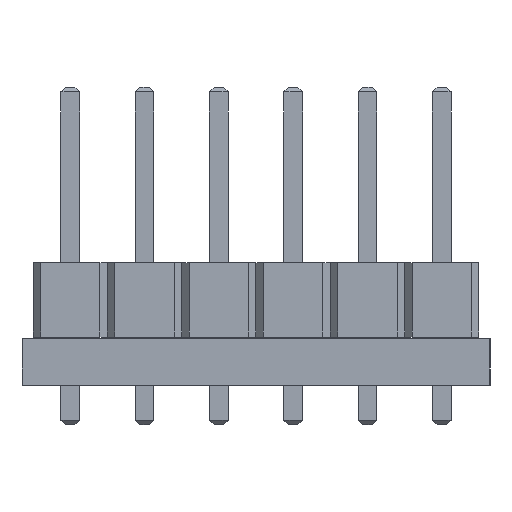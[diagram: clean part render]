
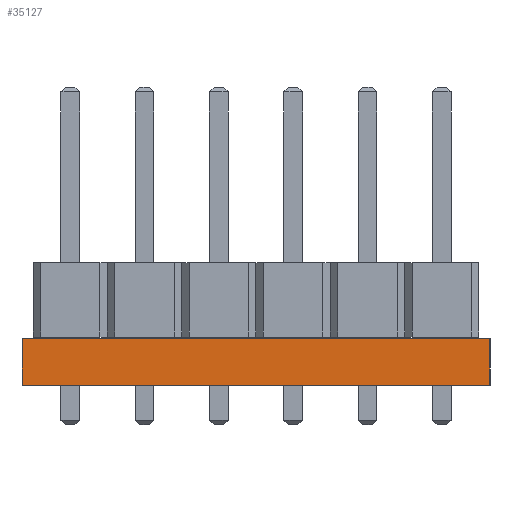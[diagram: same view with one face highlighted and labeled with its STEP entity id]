
A CAD part, left-side view. The second image highlights one B-rep face of the part: STEP entity #35127.
In plain terms, the highlighted planar face has unit normal (-1, 0, 0).
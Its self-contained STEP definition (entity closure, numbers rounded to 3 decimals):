
#35127 = ADVANCED_FACE('',(#35128),#35142,.T.);
#35128 = FACE_BOUND('',#35129,.T.);
#35129 = EDGE_LOOP('',(#35130,#35165,#35193,#35221));
#35130 = ORIENTED_EDGE('',*,*,#35131,.T.);
#35131 = EDGE_CURVE('',#35132,#35134,#35136,.T.);
#35132 = VERTEX_POINT('',#35133);
#35133 = CARTESIAN_POINT('',(-3.,0.2,0.));
#35134 = VERTEX_POINT('',#35135);
#35135 = CARTESIAN_POINT('',(-3.,0.2,1.6));
#35136 = SURFACE_CURVE('',#35137,(#35141,#35153),.PCURVE_S1.);
#35137 = LINE('',#35138,#35139);
#35138 = CARTESIAN_POINT('',(-3.,0.2,0.));
#35139 = VECTOR('',#35140,1.);
#35140 = DIRECTION('',(0.,0.,1.));
#35141 = PCURVE('',#35142,#35147);
#35142 = PLANE('',#35143);
#35143 = AXIS2_PLACEMENT_3D('',#35144,#35145,#35146);
#35144 = CARTESIAN_POINT('',(-3.,0.2,0.));
#35145 = DIRECTION('',(-1.,0.,0.));
#35146 = DIRECTION('',(0.,1.,0.));
#35147 = DEFINITIONAL_REPRESENTATION('',(#35148),#35152);
#35148 = LINE('',#35149,#35150);
#35149 = CARTESIAN_POINT('',(0.,0.));
#35150 = VECTOR('',#35151,1.);
#35151 = DIRECTION('',(0.,-1.));
#35152 = ( GEOMETRIC_REPRESENTATION_CONTEXT(2) 
PARAMETRIC_REPRESENTATION_CONTEXT() REPRESENTATION_CONTEXT('2D SPACE',''
  ) );
#35153 = PCURVE('',#35154,#35159);
#35154 = PLANE('',#35155);
#35155 = AXIS2_PLACEMENT_3D('',#35156,#35157,#35158);
#35156 = CARTESIAN_POINT('',(21.,0.2,0.));
#35157 = DIRECTION('',(0.,-1.,0.));
#35158 = DIRECTION('',(-1.,0.,0.));
#35159 = DEFINITIONAL_REPRESENTATION('',(#35160),#35164);
#35160 = LINE('',#35161,#35162);
#35161 = CARTESIAN_POINT('',(24.,0.));
#35162 = VECTOR('',#35163,1.);
#35163 = DIRECTION('',(0.,-1.));
#35164 = ( GEOMETRIC_REPRESENTATION_CONTEXT(2) 
PARAMETRIC_REPRESENTATION_CONTEXT() REPRESENTATION_CONTEXT('2D SPACE',''
  ) );
#35165 = ORIENTED_EDGE('',*,*,#35166,.T.);
#35166 = EDGE_CURVE('',#35134,#35167,#35169,.T.);
#35167 = VERTEX_POINT('',#35168);
#35168 = CARTESIAN_POINT('',(-3.,16.2,1.6));
#35169 = SURFACE_CURVE('',#35170,(#35174,#35181),.PCURVE_S1.);
#35170 = LINE('',#35171,#35172);
#35171 = CARTESIAN_POINT('',(-3.,0.2,1.6));
#35172 = VECTOR('',#35173,1.);
#35173 = DIRECTION('',(0.,1.,0.));
#35174 = PCURVE('',#35142,#35175);
#35175 = DEFINITIONAL_REPRESENTATION('',(#35176),#35180);
#35176 = LINE('',#35177,#35178);
#35177 = CARTESIAN_POINT('',(0.,-1.6));
#35178 = VECTOR('',#35179,1.);
#35179 = DIRECTION('',(1.,0.));
#35180 = ( GEOMETRIC_REPRESENTATION_CONTEXT(2) 
PARAMETRIC_REPRESENTATION_CONTEXT() REPRESENTATION_CONTEXT('2D SPACE',''
  ) );
#35181 = PCURVE('',#35182,#35187);
#35182 = PLANE('',#35183);
#35183 = AXIS2_PLACEMENT_3D('',#35184,#35185,#35186);
#35184 = CARTESIAN_POINT('',(9.,8.2,1.6));
#35185 = DIRECTION('',(-0.,-0.,-1.));
#35186 = DIRECTION('',(-1.,0.,0.));
#35187 = DEFINITIONAL_REPRESENTATION('',(#35188),#35192);
#35188 = LINE('',#35189,#35190);
#35189 = CARTESIAN_POINT('',(12.,-8.));
#35190 = VECTOR('',#35191,1.);
#35191 = DIRECTION('',(0.,1.));
#35192 = ( GEOMETRIC_REPRESENTATION_CONTEXT(2) 
PARAMETRIC_REPRESENTATION_CONTEXT() REPRESENTATION_CONTEXT('2D SPACE',''
  ) );
#35193 = ORIENTED_EDGE('',*,*,#35194,.F.);
#35194 = EDGE_CURVE('',#35195,#35167,#35197,.T.);
#35195 = VERTEX_POINT('',#35196);
#35196 = CARTESIAN_POINT('',(-3.,16.2,0.));
#35197 = SURFACE_CURVE('',#35198,(#35202,#35209),.PCURVE_S1.);
#35198 = LINE('',#35199,#35200);
#35199 = CARTESIAN_POINT('',(-3.,16.2,0.));
#35200 = VECTOR('',#35201,1.);
#35201 = DIRECTION('',(0.,0.,1.));
#35202 = PCURVE('',#35142,#35203);
#35203 = DEFINITIONAL_REPRESENTATION('',(#35204),#35208);
#35204 = LINE('',#35205,#35206);
#35205 = CARTESIAN_POINT('',(16.,0.));
#35206 = VECTOR('',#35207,1.);
#35207 = DIRECTION('',(0.,-1.));
#35208 = ( GEOMETRIC_REPRESENTATION_CONTEXT(2) 
PARAMETRIC_REPRESENTATION_CONTEXT() REPRESENTATION_CONTEXT('2D SPACE',''
  ) );
#35209 = PCURVE('',#35210,#35215);
#35210 = PLANE('',#35211);
#35211 = AXIS2_PLACEMENT_3D('',#35212,#35213,#35214);
#35212 = CARTESIAN_POINT('',(-3.,16.2,0.));
#35213 = DIRECTION('',(0.,1.,0.));
#35214 = DIRECTION('',(1.,0.,0.));
#35215 = DEFINITIONAL_REPRESENTATION('',(#35216),#35220);
#35216 = LINE('',#35217,#35218);
#35217 = CARTESIAN_POINT('',(0.,0.));
#35218 = VECTOR('',#35219,1.);
#35219 = DIRECTION('',(0.,-1.));
#35220 = ( GEOMETRIC_REPRESENTATION_CONTEXT(2) 
PARAMETRIC_REPRESENTATION_CONTEXT() REPRESENTATION_CONTEXT('2D SPACE',''
  ) );
#35221 = ORIENTED_EDGE('',*,*,#35222,.F.);
#35222 = EDGE_CURVE('',#35132,#35195,#35223,.T.);
#35223 = SURFACE_CURVE('',#35224,(#35228,#35235),.PCURVE_S1.);
#35224 = LINE('',#35225,#35226);
#35225 = CARTESIAN_POINT('',(-3.,0.2,0.));
#35226 = VECTOR('',#35227,1.);
#35227 = DIRECTION('',(0.,1.,0.));
#35228 = PCURVE('',#35142,#35229);
#35229 = DEFINITIONAL_REPRESENTATION('',(#35230),#35234);
#35230 = LINE('',#35231,#35232);
#35231 = CARTESIAN_POINT('',(0.,0.));
#35232 = VECTOR('',#35233,1.);
#35233 = DIRECTION('',(1.,0.));
#35234 = ( GEOMETRIC_REPRESENTATION_CONTEXT(2) 
PARAMETRIC_REPRESENTATION_CONTEXT() REPRESENTATION_CONTEXT('2D SPACE',''
  ) );
#35235 = PCURVE('',#35236,#35241);
#35236 = PLANE('',#35237);
#35237 = AXIS2_PLACEMENT_3D('',#35238,#35239,#35240);
#35238 = CARTESIAN_POINT('',(9.,8.2,0.));
#35239 = DIRECTION('',(-0.,-0.,-1.));
#35240 = DIRECTION('',(-1.,0.,0.));
#35241 = DEFINITIONAL_REPRESENTATION('',(#35242),#35246);
#35242 = LINE('',#35243,#35244);
#35243 = CARTESIAN_POINT('',(12.,-8.));
#35244 = VECTOR('',#35245,1.);
#35245 = DIRECTION('',(0.,1.));
#35246 = ( GEOMETRIC_REPRESENTATION_CONTEXT(2) 
PARAMETRIC_REPRESENTATION_CONTEXT() REPRESENTATION_CONTEXT('2D SPACE',''
  ) );
